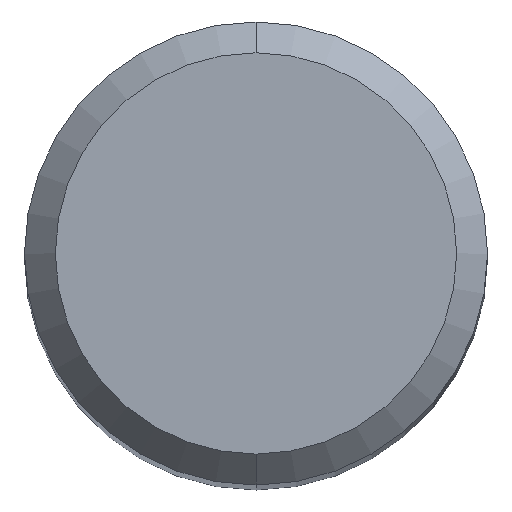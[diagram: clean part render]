
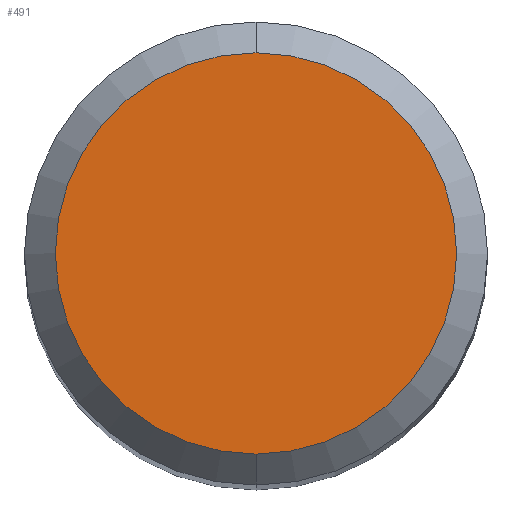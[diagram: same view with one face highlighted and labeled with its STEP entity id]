
A CAD part, top view. The second image highlights one B-rep face of the part: STEP entity #491.
In plain terms, the highlighted planar face has unit normal (0, 0, 1).
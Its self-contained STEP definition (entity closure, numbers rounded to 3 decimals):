
#345=EDGE_CURVE('',#887,#881,#980,.T.);
#491=ADVANCED_FACE('',(#1142),#1143,.T.);
#851=EDGE_CURVE('',#881,#887,#1533,.T.);
#881=VERTEX_POINT('',#1568);
#887=VERTEX_POINT('',#1574);
#980=CIRCLE('',#1668,2.6);
#1142=FACE_OUTER_BOUND('',#2973,.T.);
#1143=PLANE('',#2974);
#1533=CIRCLE('',#6382,2.6);
#1568=CARTESIAN_POINT('',(0.,-2.6,0.0));
#1574=CARTESIAN_POINT('',(0.0,2.6,0.0));
#1668=AXIS2_PLACEMENT_3D('',#7646,#7647,#7648);
#2973=EDGE_LOOP('',(#7835,#7836));
#2974=AXIS2_PLACEMENT_3D('',#7837,#7838,#7839);
#6382=AXIS2_PLACEMENT_3D('',#8228,#8229,#8230);
#7646=CARTESIAN_POINT('',(0.0,0.0,0.0));
#7647=DIRECTION('',(0.0,0.0,-1.0));
#7648=DIRECTION('',(0.0,1.0,0.0));
#7835=ORIENTED_EDGE('',*,*,#345,.F.);
#7836=ORIENTED_EDGE('',*,*,#851,.F.);
#7837=CARTESIAN_POINT('',(0.0,1.3,0.0));
#7838=DIRECTION('',(-0.0,0.0,1.0));
#7839=DIRECTION('',(0.0,-1.0,0.0));
#8228=CARTESIAN_POINT('',(0.0,0.0,0.0));
#8229=DIRECTION('',(0.0,0.0,-1.0));
#8230=DIRECTION('',(0.0,1.0,0.0));
